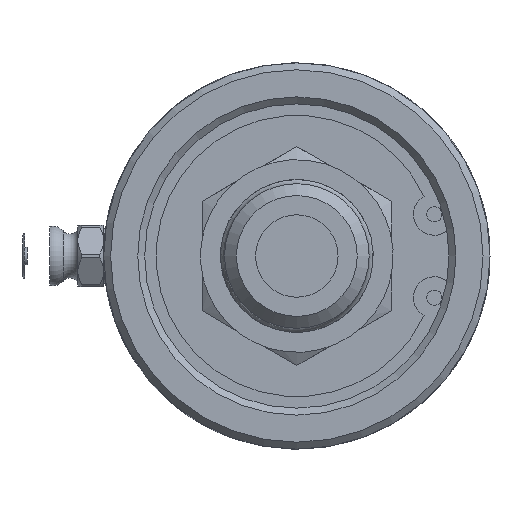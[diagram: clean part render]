
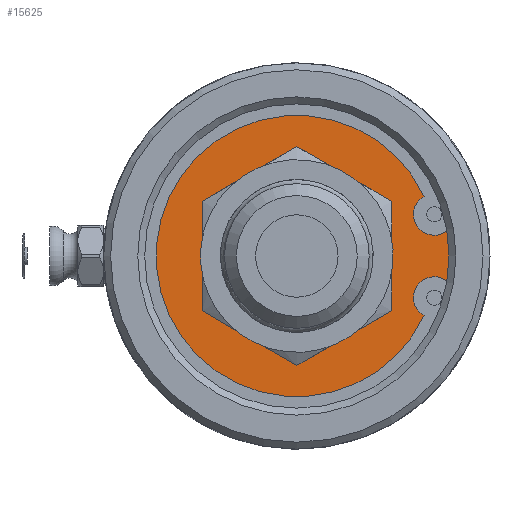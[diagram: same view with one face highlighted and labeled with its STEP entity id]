
A CAD part, left-side view. The second image highlights one B-rep face of the part: STEP entity #15625.
In plain terms, the highlighted planar face has unit normal (-1, 0, 0).
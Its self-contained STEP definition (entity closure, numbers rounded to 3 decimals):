
#785=PLANE('',#16570);
#918=FACE_BOUND('',#2618,.T.);
#1663=FACE_OUTER_BOUND('',#2617,.T.);
#2617=EDGE_LOOP('',(#13821,#13822,#13823,#13824,#13825));
#2618=EDGE_LOOP('',(#13826,#13827));
#3904=CIRCLE('',#16560,2.407);
#3907=CIRCLE('',#16566,16.197);
#3908=CIRCLE('',#16568,2.407);
#3909=CIRCLE('',#16571,18.59);
#3910=CIRCLE('',#16572,18.59);
#3911=CIRCLE('',#16573,9.575);
#3912=CIRCLE('',#16574,9.575);
#7337=VERTEX_POINT('',#34558);
#7338=VERTEX_POINT('',#34560);
#7341=VERTEX_POINT('',#34572);
#7342=VERTEX_POINT('',#34576);
#7343=VERTEX_POINT('',#34581);
#7344=VERTEX_POINT('',#34584);
#7345=VERTEX_POINT('',#34585);
#9539=EDGE_CURVE('',#7338,#7337,#3904,.T.);
#9545=EDGE_CURVE('',#7341,#7338,#3907,.T.);
#9548=EDGE_CURVE('',#7342,#7341,#3908,.T.);
#9549=EDGE_CURVE('',#7343,#7337,#3909,.T.);
#9550=EDGE_CURVE('',#7342,#7343,#3910,.T.);
#9551=EDGE_CURVE('',#7344,#7345,#3911,.T.);
#9552=EDGE_CURVE('',#7345,#7344,#3912,.T.);
#13821=ORIENTED_EDGE('',*,*,#9548,.T.);
#13822=ORIENTED_EDGE('',*,*,#9545,.T.);
#13823=ORIENTED_EDGE('',*,*,#9539,.T.);
#13824=ORIENTED_EDGE('',*,*,#9549,.F.);
#13825=ORIENTED_EDGE('',*,*,#9550,.F.);
#13826=ORIENTED_EDGE('',*,*,#9551,.T.);
#13827=ORIENTED_EDGE('',*,*,#9552,.T.);
#15625=ADVANCED_FACE('',(#1663,#918),#785,.T.);
#16560=AXIS2_PLACEMENT_3D('',#34561,#19273,#19274);
#16566=AXIS2_PLACEMENT_3D('',#34573,#19288,#19289);
#16568=AXIS2_PLACEMENT_3D('',#34578,#19294,#19295);
#16570=AXIS2_PLACEMENT_3D('',#34580,#19298,#19299);
#16571=AXIS2_PLACEMENT_3D('',#34582,#19300,#19301);
#16572=AXIS2_PLACEMENT_3D('',#34583,#19302,#19303);
#16573=AXIS2_PLACEMENT_3D('',#34586,#19304,#19305);
#16574=AXIS2_PLACEMENT_3D('',#34587,#19306,#19307);
#19273=DIRECTION('center_axis',(1.,0.,0.));
#19274=DIRECTION('ref_axis',(0.,-0.999,-0.046));
#19288=DIRECTION('center_axis',(-1.,0.,0.));
#19289=DIRECTION('ref_axis',(0.,0.905,-0.425));
#19294=DIRECTION('center_axis',(1.,0.,0.));
#19295=DIRECTION('ref_axis',(0.,0.493,0.87));
#19298=DIRECTION('center_axis',(-1.,0.,0.));
#19299=DIRECTION('ref_axis',(0.,0.,1.));
#19300=DIRECTION('center_axis',(1.,0.,0.));
#19301=DIRECTION('ref_axis',(0.,1.,0.));
#19302=DIRECTION('center_axis',(1.,0.,0.));
#19303=DIRECTION('ref_axis',(0.,1.,0.));
#19304=DIRECTION('center_axis',(1.,0.,0.));
#19305=DIRECTION('ref_axis',(0.,1.,0.));
#19306=DIRECTION('center_axis',(1.,0.,0.));
#19307=DIRECTION('ref_axis',(0.,1.,0.));
#34558=CARTESIAN_POINT('',(3.76,-18.139,-4.068));
#34560=CARTESIAN_POINT('',(3.76,-14.658,-6.89));
#34561=CARTESIAN_POINT('Origin',(3.76,-15.845,-4.795));
#34572=CARTESIAN_POINT('',(3.76,-14.658,6.89));
#34573=CARTESIAN_POINT('Origin',(3.76,0.,0.));
#34576=CARTESIAN_POINT('',(3.76,-18.139,4.068));
#34578=CARTESIAN_POINT('Origin',(3.76,-15.845,4.795));
#34580=CARTESIAN_POINT('Origin',(3.76,9.295,0.));
#34581=CARTESIAN_POINT('',(3.76,-18.59,0.));
#34582=CARTESIAN_POINT('Origin',(3.76,0.,0.));
#34583=CARTESIAN_POINT('Origin',(3.76,0.,0.));
#34584=CARTESIAN_POINT('',(3.76,9.575,0.));
#34585=CARTESIAN_POINT('',(3.76,-9.575,0.));
#34586=CARTESIAN_POINT('Origin',(3.76,0.,0.));
#34587=CARTESIAN_POINT('Origin',(3.76,0.,0.));
